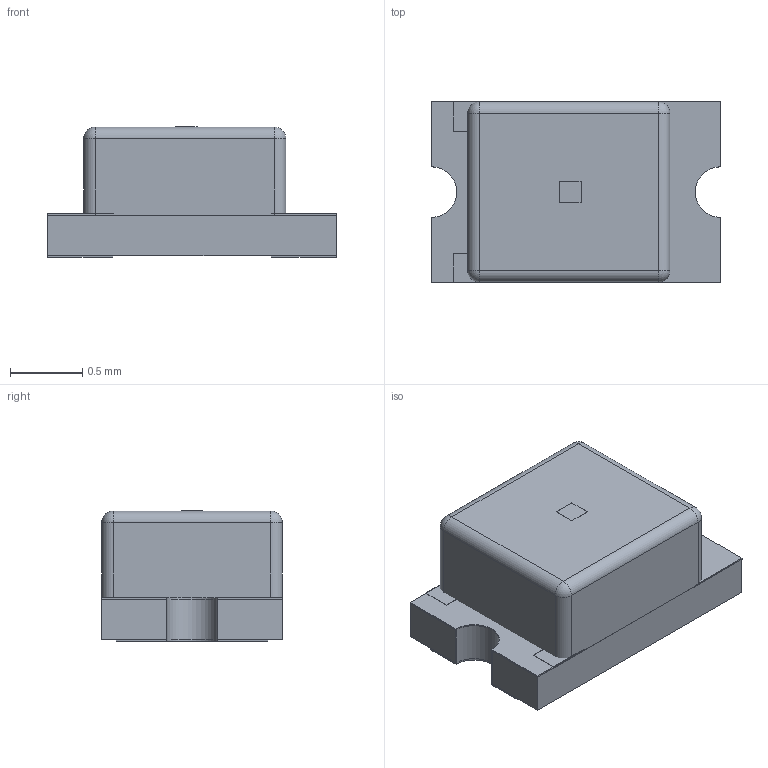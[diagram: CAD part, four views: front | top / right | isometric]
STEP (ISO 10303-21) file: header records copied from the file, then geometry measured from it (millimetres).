
FILE_DESCRIPTION(/* description */ (''),/* implementation_level */ '2;1');
FILE_NAME(/* name */ 'LTST-C171KGKT.stp',/* time_stamp */ '2020-06-23T00:05:44+02:00',/* author */ ('khaled'),/* organization */ (''),/* preprocessor_version */ 'ST-DEVELOPER v17.2',/* originating_system */ 'Autodesk Inventor 2019',/* authorisation */ '');
FILE_SCHEMA (('AUTOMOTIVE_DESIGN { 1 0 10303 214 3 1 1 }'));
Products named in the file (7): LTW-C191DS5; pcb; top; lead; emitter; lead_MIR; marking
Assembly tree (6 placements, depth 2):
  LTW-C191DS5
    pcb
    top
    lead
    emitter
    lead_MIR
    marking
Bounding box: 2 x 1.25 x 0.9 mm (x, y, z)
Volume: 1.9 mm3; surface area: 17.7 mm2
Topology: 7 solids, 7 shells, 110 faces, 276 edges, 180 vertices
Faces by surface type: plane 94, cylinder 12, sphere 4
Entity records: 3572 total; most frequent: CARTESIAN_POINT 579, ORIENTED_EDGE 552, DIRECTION 546, EDGE_CURVE 276, LINE 252, VECTOR 252, VERTEX_POINT 180, AXIS2_PLACEMENT_3D 147
